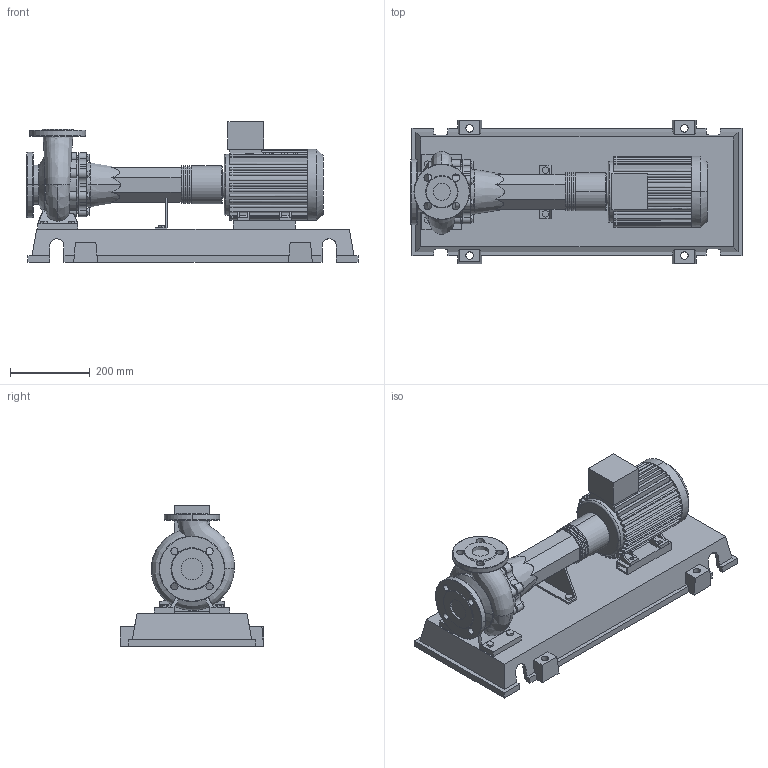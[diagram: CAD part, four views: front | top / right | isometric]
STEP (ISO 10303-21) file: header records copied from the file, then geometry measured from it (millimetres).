
FILE_DESCRIPTION((''),'2;1');
FILE_NAME('3d_NL32_125-1.5-2-05-4108882.stp','2015-03-03T07:33:27',(''),(''),'Mechanical Desktop 2009','Mechanical Desktop 2009',', , ');
FILE_SCHEMA(('CONFIG_CONTROL_DESIGN'));
Length unit declared in the file: millimetre
Products named in the file (1): Product
Bounding box: 835 x 360 x 354 mm (x, y, z)
Volume: 16770096.1 mm3; surface area: 1746878.9 mm2
Topology: 13 solids, 13 shells, 816 faces, 2202 edges, 1451 vertices
Faces by surface type: plane 432, cylinder 183, bspline 181, cone 10, torus 10
Entity records: 29394 total; most frequent: CARTESIAN_POINT 8952, ORIENTED_EDGE 4406, DIRECTION 3981, EDGE_CURVE 2203, VERTEX_POINT 1450, VECTOR 1429, LINE 1429, AXIS2_PLACEMENT_3D 1276
